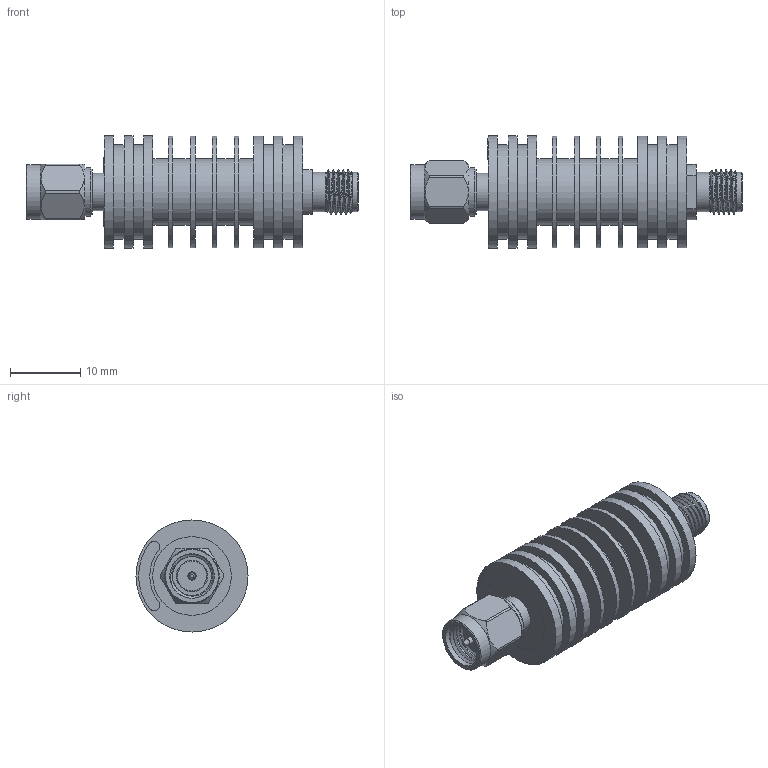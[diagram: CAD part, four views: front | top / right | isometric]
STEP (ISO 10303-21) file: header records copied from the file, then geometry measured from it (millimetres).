
FILE_DESCRIPTION (( 'STEP AP203' ), '1' );
FILE_NAME ('SA18S10W-20_3D.step', '2021-04-27T15:04:13', ( '' ), ( '' ), 'SwSTEP 2.0', 'SolidWorks 2020', '' );
FILE_SCHEMA (( 'CONFIG_CONTROL_DESIGN' ));
Length unit declared in the file: inch
Products named in the file (1): SA18S10W-20_3D
Bounding box: 47.2 x 15.95 x 15.95 mm (x, y, z)
Volume: 4346 mm3; surface area: 3983.3 mm2
Topology: 1 solids, 1 shells, 110 faces, 234 edges, 158 vertices
Faces by surface type: cylinder 51, plane 42, cone 9, bspline 7, torus 1
Full cylindrical faces by diameter (mm): 0.94 x2, 1.194 x2, 4.445 x1, 4.572 x1, 5.334 x1, 5.582 x2, 6.35 x6, 6.885 x1, 7.762 x1, 9.494 x5, 11.2 x1, 13.376 x4, 15.819 x7, 15.948 x3
Entity records: 5863 total; most frequent: CARTESIAN_POINT 3742, DIRECTION 410, ORIENTED_EDGE 364, AXIS2_PLACEMENT_3D 193, EDGE_CURVE 182, EDGE_LOOP 176, VERTEX_POINT 152, FACE_OUTER_BOUND 138
